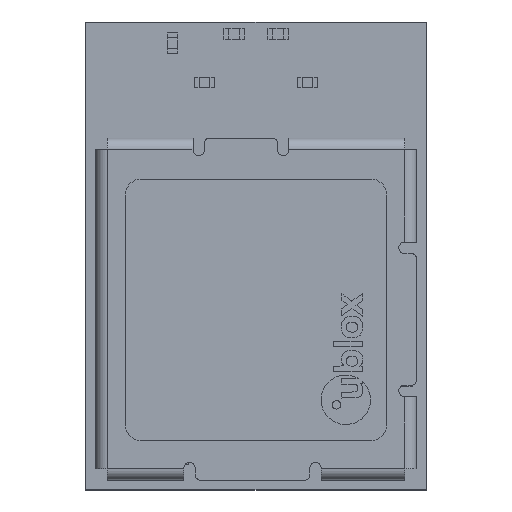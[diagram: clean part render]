
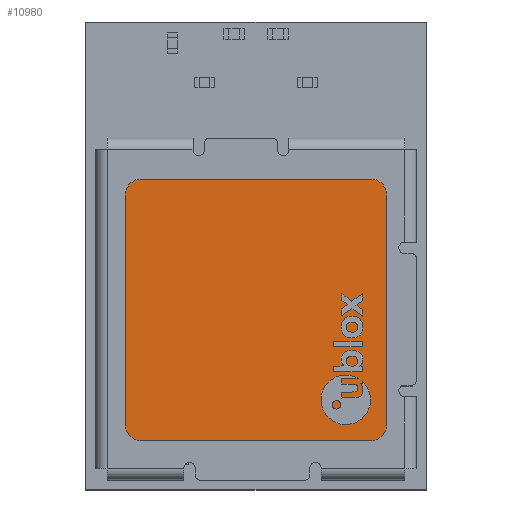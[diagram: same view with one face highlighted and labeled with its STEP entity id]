
A CAD part, top view. The second image highlights one B-rep face of the part: STEP entity #10980.
In plain terms, the highlighted planar face has unit normal (0, 0, 1).
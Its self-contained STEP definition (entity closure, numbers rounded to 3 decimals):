
#10824 = EDGE_CURVE('',#10825,#10827,#10829,.T.);
#10825 = VERTEX_POINT('',#10826);
#10826 = CARTESIAN_POINT('',(4.,-3.5,0.1));
#10827 = VERTEX_POINT('',#10828);
#10828 = CARTESIAN_POINT('',(4.,3.5,0.1));
#10829 = LINE('',#10830,#10831);
#10830 = CARTESIAN_POINT('',(4.,4.,0.1));
#10831 = VECTOR('',#10832,1.);
#10832 = DIRECTION('',(0.,1.,-0.));
#10875 = VERTEX_POINT('',#10876);
#10876 = CARTESIAN_POINT('',(-3.5,4.,0.1));
#10882 = EDGE_CURVE('',#10883,#10875,#10885,.T.);
#10883 = VERTEX_POINT('',#10884);
#10884 = CARTESIAN_POINT('',(3.5,4.,0.1));
#10885 = LINE('',#10886,#10887);
#10886 = CARTESIAN_POINT('',(-4.,4.,0.1));
#10887 = VECTOR('',#10888,1.);
#10888 = DIRECTION('',(-1.,-0.,-0.));
#10915 = VERTEX_POINT('',#10916);
#10916 = CARTESIAN_POINT('',(-4.,-3.5,0.1));
#10922 = EDGE_CURVE('',#10923,#10915,#10925,.T.);
#10923 = VERTEX_POINT('',#10924);
#10924 = CARTESIAN_POINT('',(-4.,3.5,0.1));
#10925 = LINE('',#10926,#10927);
#10926 = CARTESIAN_POINT('',(-4.,4.,0.1));
#10927 = VECTOR('',#10928,1.);
#10928 = DIRECTION('',(0.,-1.,0.));
#10944 = EDGE_CURVE('',#10945,#10947,#10949,.T.);
#10945 = VERTEX_POINT('',#10946);
#10946 = CARTESIAN_POINT('',(-3.5,-4.,0.1));
#10947 = VERTEX_POINT('',#10948);
#10948 = CARTESIAN_POINT('',(3.5,-4.,0.1));
#10949 = LINE('',#10950,#10951);
#10950 = CARTESIAN_POINT('',(-4.,-4.,0.1));
#10951 = VECTOR('',#10952,1.);
#10952 = DIRECTION('',(1.,0.,0.));
#10980 = ADVANCED_FACE('',(#10981),#11015,.T.);
#10981 = FACE_BOUND('',#10982,.T.);
#10982 = EDGE_LOOP('',(#10983,#10984,#10991,#10992,#10999,#11000,#11007,
    #11008));
#10983 = ORIENTED_EDGE('',*,*,#10922,.T.);
#10984 = ORIENTED_EDGE('',*,*,#10985,.T.);
#10985 = EDGE_CURVE('',#10915,#10945,#10986,.T.);
#10986 = CIRCLE('',#10987,0.5);
#10987 = AXIS2_PLACEMENT_3D('',#10988,#10989,#10990);
#10988 = CARTESIAN_POINT('',(-3.5,-3.5,0.1));
#10989 = DIRECTION('',(-0.,0.,1.));
#10990 = DIRECTION('',(1.,0.,0.));
#10991 = ORIENTED_EDGE('',*,*,#10944,.T.);
#10992 = ORIENTED_EDGE('',*,*,#10993,.T.);
#10993 = EDGE_CURVE('',#10947,#10825,#10994,.T.);
#10994 = CIRCLE('',#10995,0.5);
#10995 = AXIS2_PLACEMENT_3D('',#10996,#10997,#10998);
#10996 = CARTESIAN_POINT('',(3.5,-3.5,0.1));
#10997 = DIRECTION('',(-0.,0.,1.));
#10998 = DIRECTION('',(1.,0.,0.));
#10999 = ORIENTED_EDGE('',*,*,#10824,.T.);
#11000 = ORIENTED_EDGE('',*,*,#11001,.T.);
#11001 = EDGE_CURVE('',#10827,#10883,#11002,.T.);
#11002 = CIRCLE('',#11003,0.5);
#11003 = AXIS2_PLACEMENT_3D('',#11004,#11005,#11006);
#11004 = CARTESIAN_POINT('',(3.5,3.5,0.1));
#11005 = DIRECTION('',(-0.,0.,1.));
#11006 = DIRECTION('',(1.,0.,0.));
#11007 = ORIENTED_EDGE('',*,*,#10882,.T.);
#11008 = ORIENTED_EDGE('',*,*,#11009,.T.);
#11009 = EDGE_CURVE('',#10875,#10923,#11010,.T.);
#11010 = CIRCLE('',#11011,0.5);
#11011 = AXIS2_PLACEMENT_3D('',#11012,#11013,#11014);
#11012 = CARTESIAN_POINT('',(-3.5,3.5,0.1));
#11013 = DIRECTION('',(-0.,0.,1.));
#11014 = DIRECTION('',(1.,0.,0.));
#11015 = PLANE('',#11016);
#11016 = AXIS2_PLACEMENT_3D('',#11017,#11018,#11019);
#11017 = CARTESIAN_POINT('',(0.,0.,0.1));
#11018 = DIRECTION('',(-0.,0.,1.));
#11019 = DIRECTION('',(1.,0.,0.));
